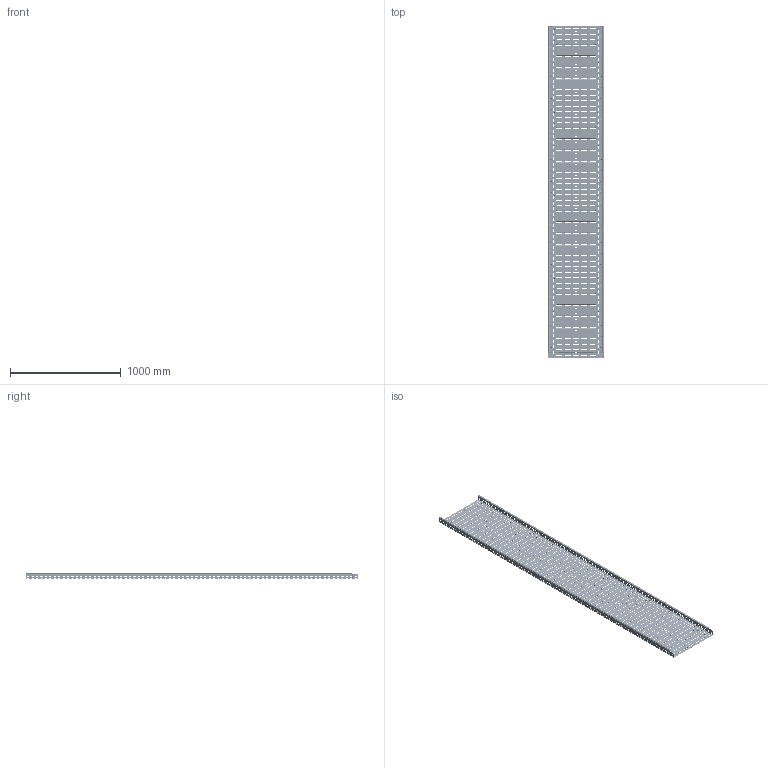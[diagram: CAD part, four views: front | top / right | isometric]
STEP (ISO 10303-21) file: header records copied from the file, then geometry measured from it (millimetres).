
FILE_DESCRIPTION(/* description */ (''),/* implementation_level */ '2;1');
FILE_NAME(/* name */ 'KGL500H60_3.stp',/* time_stamp */ '2020-03-25T07:14:43+01:00',/* author */ ('stanislaw.luczak'),/* organization */ (''),/* preprocessor_version */ 'ST-DEVELOPER v18',/* originating_system */ 'Autodesk Inventor 2020',/* authorisation */ '');
FILE_SCHEMA (('AUTOMOTIVE_DESIGN { 1 0 10303 214 3 1 1 }'));
Products named in the file (1): KGL500H60_3
Bounding box: 501.4 x 3000 x 61.51 mm (x, y, z)
Volume: 1222480.3 mm3; surface area: 3547809.6 mm2
Topology: 1 solids, 1 shells, 13102 faces, 32060 edges, 19748 vertices
Faces by surface type: plane 4821, cylinder 4665, torus 2392, cone 1192, bspline 32
Full cylindrical faces by diameter (mm): 11 x44
Entity records: 389473 total; most frequent: DIRECTION 72256, CARTESIAN_POINT 66579, ORIENTED_EDGE 64120, EDGE_CURVE 32060, AXIS2_PLACEMENT_3D 27171, VERTEX_POINT 19748, LINE 17914, VECTOR 17914
